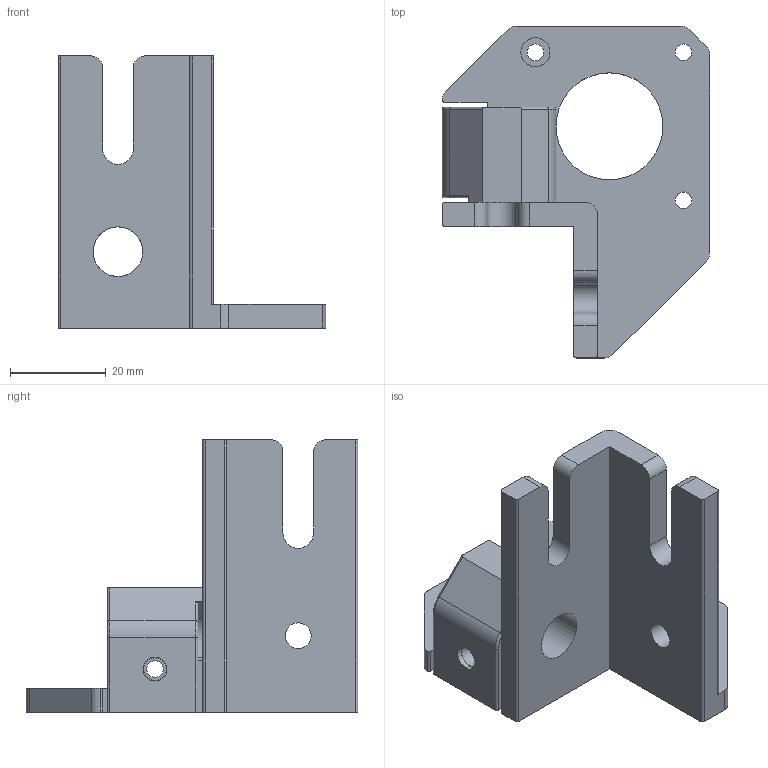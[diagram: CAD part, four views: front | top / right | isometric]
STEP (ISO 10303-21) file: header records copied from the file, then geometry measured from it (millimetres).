
FILE_DESCRIPTION(/* description */ ('STEP AP214'),/* implementation_level */ '2;1');
FILE_NAME(/* name */ '60454a056222dc1581ee60ef',/* time_stamp */ '2021-03-07T21:47:50+00:00',/* author */ (''),/* organization */ (''),/* preprocessor_version */ 'ST-DEVELOPER v18.1',/* originating_system */ ' ',/* authorisation */ ' ');
FILE_SCHEMA (('AUTOMOTIVE_DESIGN {1 0 10303 214 3 1 1}'));
Length unit declared in the file: metre
Products named in the file (1): XY_stepper_mount
Bounding box: 56 x 69.5 x 57 mm (x, y, z)
Volume: 31650.6 mm3; surface area: 15262.3 mm2
Topology: 1 solids, 1 shells, 83 faces, 240 edges, 161 vertices
Faces by surface type: cylinder 44, plane 36, torus 3
Full cylindrical faces by diameter (mm): 3.5 x5, 4.7 x1, 5 x1, 5.4 x1, 6 x1, 6.1 x1, 10.4 x1, 22.4 x1
Entity records: 2740 total; most frequent: CARTESIAN_POINT 504, DIRECTION 466, ORIENTED_EDGE 448, EDGE_CURVE 224, AXIS2_PLACEMENT_3D 172, VERTEX_POINT 158, LINE 122, VECTOR 122
